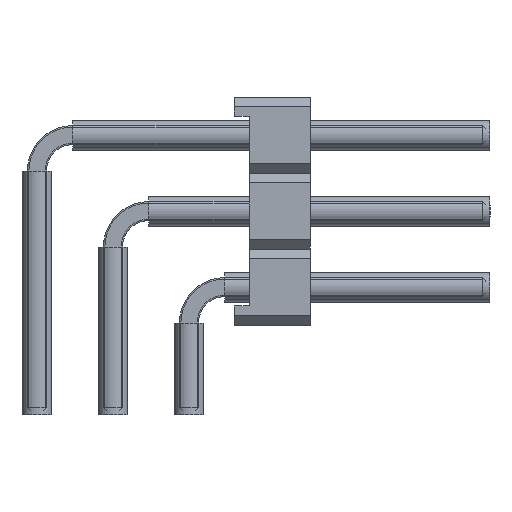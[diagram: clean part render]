
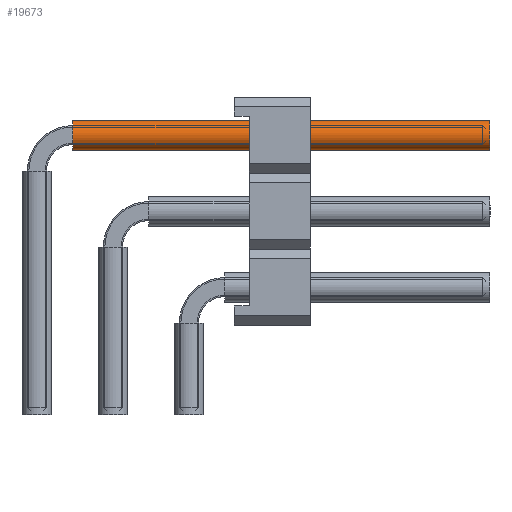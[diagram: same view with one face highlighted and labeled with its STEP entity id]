
A CAD part, left-side view. The second image highlights one B-rep face of the part: STEP entity #19673.
In plain terms, the highlighted cylindrical face has radius 0.5 mm (diameter 1 mm), a full revolution.
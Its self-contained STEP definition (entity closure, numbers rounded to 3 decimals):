
#10542=ORIENTED_EDGE('',*,*,#13432,.F.);
#10543=ORIENTED_EDGE('',*,*,#13433,.T.);
#13432=EDGE_CURVE('',#15332,#15332,#16096,.T.);
#13433=EDGE_CURVE('',#15333,#15333,#16097,.T.);
#15332=VERTEX_POINT('',#32776);
#15333=VERTEX_POINT('',#32778);
#16096=CIRCLE('',#21467,0.5);
#16097=CIRCLE('',#21468,0.5);
#17212=EDGE_LOOP('',(#10542));
#17213=EDGE_LOOP('',(#10543));
#18342=FACE_BOUND('',#17212,.T.);
#18343=FACE_BOUND('',#17213,.T.);
#18737=CYLINDRICAL_SURFACE('',#21466,0.5);
#19673=ADVANCED_FACE('',(#18342,#18343),#18737,.F.);
#21466=AXIS2_PLACEMENT_3D('',#32774,#26947,#26948);
#21467=AXIS2_PLACEMENT_3D('',#32775,#26949,#26950);
#21468=AXIS2_PLACEMENT_3D('',#32777,#26951,#26952);
#26947=DIRECTION('',(1.,0.,0.));
#26948=DIRECTION('',(0.,0.,-1.));
#26949=DIRECTION('',(-1.,0.,0.));
#26950=DIRECTION('',(0.,0.,1.));
#26951=DIRECTION('',(-1.,0.,0.));
#26952=DIRECTION('',(0.,0.,1.));
#32774=CARTESIAN_POINT('',(1.2,0.,9.35));
#32775=CARTESIAN_POINT('',(15.14,0.,9.35));
#32776=CARTESIAN_POINT('',(15.14,0.,9.85));
#32777=CARTESIAN_POINT('',(1.2,0.,9.35));
#32778=CARTESIAN_POINT('',(1.2,0.,9.85));
